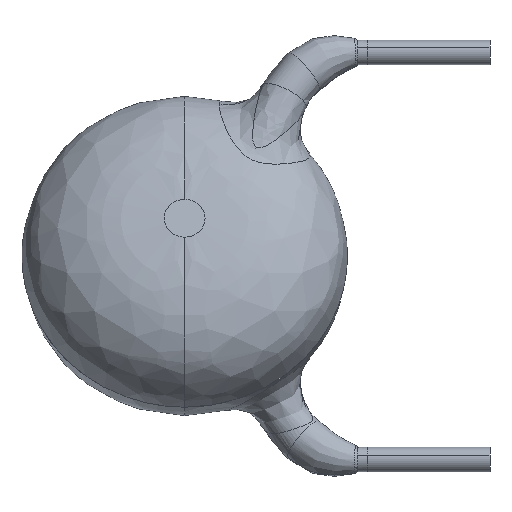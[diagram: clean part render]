
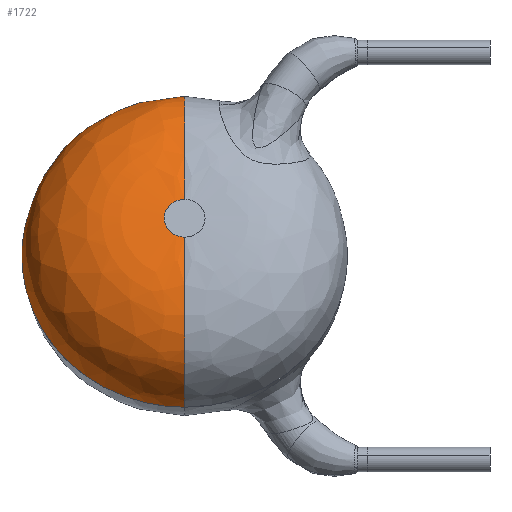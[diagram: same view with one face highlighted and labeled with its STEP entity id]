
A CAD part, left-side view. The second image highlights one B-rep face of the part: STEP entity #1722.
In plain terms, the highlighted free-form (B-spline) face has degree [2, 3] with [3, 18] control points.
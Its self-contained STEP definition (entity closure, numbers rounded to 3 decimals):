
#14 = CARTESIAN_POINT ( 'NONE',  ( -4., 1.047, 2.5 ) ) ;
#55 = CARTESIAN_POINT ( 'NONE',  ( -0.131, 0.5, 2.5 ) ) ;
#89 = CARTESIAN_POINT ( 'NONE',  ( -1.047, -4., 0. ) ) ;
#108 = CARTESIAN_POINT ( 'NONE',  ( -1.047, 4., 0. ) ) ;
#127 = CARTESIAN_POINT ( 'NONE',  ( 3.569, -2.088, 0. ) ) ;
#144 = CARTESIAN_POINT ( 'NONE',  ( -2.088, 3.569, 0. ) ) ;
#161 = CARTESIAN_POINT ( 'NONE',  ( 0.257, 0.451, 2.5 ) ) ;
#256 = B_SPLINE_CURVE_WITH_KNOTS ( 'NONE', 2,
 ( #3559, #810, #406 ),
 .UNSPECIFIED., .F., .F.,
 ( 3, 3 ),
 ( 0., 1. ),
 .UNSPECIFIED. ) ;
#406 = CARTESIAN_POINT ( 'NONE',  ( -4., 0., 0. ) ) ;
#421 = CARTESIAN_POINT ( 'NONE',  ( 3.569, 2.088, 2.5 ) ) ;
#464 = EDGE_CURVE ( 'NONE', #547, #504, #1174, .T. ) ;
#471 = CARTESIAN_POINT ( 'NONE',  ( 4., 0., 0. ) ) ;
#476 = CARTESIAN_POINT ( 'NONE',  ( -0.5, -0.131, 2.5 ) ) ;
#504 = VERTEX_POINT ( 'NONE', #5171 ) ;
#526 = CARTESIAN_POINT ( 'NONE',  ( -3.569, 2.088, 0. ) ) ;
#541 = CARTESIAN_POINT ( 'NONE',  ( 4., 0., 2.5 ) ) ;
#547 = VERTEX_POINT ( 'NONE', #471 ) ;
#807 = CARTESIAN_POINT ( 'NONE',  ( -0.446, -0.261, 2.5 ) ) ;
#810 = CARTESIAN_POINT ( 'NONE',  ( -4., 0., 2.5 ) ) ;
#829 = CARTESIAN_POINT ( 'NONE',  ( -1.047, 4., 2.5 ) ) ;
#947 = CARTESIAN_POINT ( 'NONE',  ( 1.047, -4., 2.5 ) ) ;
#964 = CARTESIAN_POINT ( 'NONE',  ( -0.5, 0.137, 2.5 ) ) ;
#1052 = EDGE_CURVE ( 'NONE', #1703, #504, #256, .T. ) ;
#1115 = CARTESIAN_POINT ( 'NONE',  ( 4., 0., 0. ) ) ;
#1170 = CARTESIAN_POINT ( 'NONE',  ( -3.569, 2.088, 0. ) ) ;
#1174 = B_SPLINE_CURVE_WITH_KNOTS ( 'NONE', 3,
 ( #1115, #4282, #3535, #4687, #2294, #5080, #2710, #1170, #2692, #3904 ),
 .UNSPECIFIED., .F., .F.,
 ( 4, 2, 2, 2, 4 ),
 ( 0., 0.125, 0.25, 0.375, 0.5 ),
 .UNSPECIFIED. ) ;
#1189 = CARTESIAN_POINT ( 'NONE',  ( 0.131, -0.5, 2.5 ) ) ;
#1208 = CARTESIAN_POINT ( 'NONE',  ( 0.5, 0., 2.5 ) ) ;
#1226 = CARTESIAN_POINT ( 'NONE',  ( -2.088, 3.569, 2.5 ) ) ;
#1262 = CARTESIAN_POINT ( 'NONE',  ( 0.446, -0.261, 2.5 ) ) ;
#1278 = CARTESIAN_POINT ( 'NONE',  ( -3.569, -2.088, 0. ) ) ;
#1315 = ORIENTED_EDGE ( 'NONE', *, *, #1052, .F. ) ;
#1323 = CARTESIAN_POINT ( 'NONE',  ( 4., 1.047, 0. ) ) ;
#1398 = CARTESIAN_POINT ( 'NONE',  ( 0.451, 0.256, 2.5 ) ) ;
#1411 = CARTESIAN_POINT ( 'NONE',  ( -0.256, 0.451, 2.5 ) ) ;
#1573 = CARTESIAN_POINT ( 'NONE',  ( 0.5, -0.131, 2.5 ) ) ;
#1592 = CARTESIAN_POINT ( 'NONE',  ( 4., 0., 2.5 ) ) ;
#1608 = CARTESIAN_POINT ( 'NONE',  ( -4., -1.047, 2.5 ) ) ;
#1614 = ORIENTED_EDGE ( 'NONE', *, *, #3370, .T. ) ;
#1624 = CARTESIAN_POINT ( 'NONE',  ( 0.5, 0.131, 2.5 ) ) ;
#1677 = CARTESIAN_POINT ( 'NONE',  ( 1.047, 4., 0. ) ) ;
#1692 = CARTESIAN_POINT ( 'NONE',  ( -1.047, -4., 2.5 ) ) ;
#1703 = VERTEX_POINT ( 'NONE', #3178 ) ;
#1722 = ADVANCED_FACE ( 'NONE', ( #2896 ), #5158, .T. ) ;
#1974 = B_SPLINE_CURVE_WITH_KNOTS ( 'NONE', 2,
 ( #3839, #3099, #3118 ),
 .UNSPECIFIED., .F., .F.,
 ( 3, 3 ),
 ( 0., 1. ),
 .UNSPECIFIED. ) ;
#2026 = CARTESIAN_POINT ( 'NONE',  ( -0.261, 0.446, 2.5 ) ) ;
#2061 = CARTESIAN_POINT ( 'NONE',  ( 4., -1.047, 2.5 ) ) ;
#2095 = CARTESIAN_POINT ( 'NONE',  ( -4., 1.047, 0. ) ) ;
#2294 = CARTESIAN_POINT ( 'NONE',  ( 1.047, 4., 0. ) ) ;
#2372 = B_SPLINE_CURVE_WITH_KNOTS ( 'NONE', 3,
 ( #3770, #4928, #1398, #161, #4537, #2975, #1411, #4130, #964, #4552 ),
 .UNSPECIFIED., .F., .F.,
 ( 4, 2, 2, 2, 4 ),
 ( 0., 0.125, 0.25, 0.375, 0.5 ),
 .UNSPECIFIED. ) ;
#2389 = CARTESIAN_POINT ( 'NONE',  ( 0.131, 0.5, 2.5 ) ) ;
#2409 = CARTESIAN_POINT ( 'NONE',  ( 0.446, 0.261, 2.5 ) ) ;
#2473 = CARTESIAN_POINT ( 'NONE',  ( 3.569, -2.088, 2.5 ) ) ;
#2489 = CARTESIAN_POINT ( 'NONE',  ( 4., 0., 0. ) ) ;
#2505 = CARTESIAN_POINT ( 'NONE',  ( -4., -1.047, 0. ) ) ;
#2520 = CARTESIAN_POINT ( 'NONE',  ( 4., 0., 0. ) ) ;
#2692 = CARTESIAN_POINT ( 'NONE',  ( -4., 1.047, 0. ) ) ;
#2710 = CARTESIAN_POINT ( 'NONE',  ( -2.088, 3.569, 0. ) ) ;
#2784 = CARTESIAN_POINT ( 'NONE',  ( 4., 1.047, 2.5 ) ) ;
#2807 = CARTESIAN_POINT ( 'NONE',  ( -3.569, -2.088, 2.5 ) ) ;
#2838 = CARTESIAN_POINT ( 'NONE',  ( -0.446, 0.261, 2.5 ) ) ;
#2844 = CARTESIAN_POINT ( 'NONE',  ( 0.5, 0., 2.5 ) ) ;
#2874 = CARTESIAN_POINT ( 'NONE',  ( 1.047, -4., 0. ) ) ;
#2896 = FACE_OUTER_BOUND ( 'NONE', #5088, .T. ) ;
#2918 = VERTEX_POINT ( 'NONE', #2844 ) ;
#2975 = CARTESIAN_POINT ( 'NONE',  ( -0.137, 0.5, 2.5 ) ) ;
#3099 = CARTESIAN_POINT ( 'NONE',  ( 4., 0., 2.5 ) ) ;
#3118 = CARTESIAN_POINT ( 'NONE',  ( 4., 0., 0. ) ) ;
#3178 = CARTESIAN_POINT ( 'NONE',  ( -0.5, 0., 2.5 ) ) ;
#3197 = CARTESIAN_POINT ( 'NONE',  ( 2.088, 3.569, 2.5 ) ) ;
#3249 = CARTESIAN_POINT ( 'NONE',  ( -0.261, -0.446, 2.5 ) ) ;
#3295 = CARTESIAN_POINT ( 'NONE',  ( -2.088, -3.569, 2.5 ) ) ;
#3310 = CARTESIAN_POINT ( 'NONE',  ( 3.569, 2.088, 0. ) ) ;
#3370 = EDGE_CURVE ( 'NONE', #2918, #547, #1974, .T. ) ;
#3535 = CARTESIAN_POINT ( 'NONE',  ( 3.569, 2.088, 0. ) ) ;
#3537 = ORIENTED_EDGE ( 'NONE', *, *, #3825, .F. ) ;
#3557 = CARTESIAN_POINT ( 'NONE',  ( -0.131, -0.5, 2.5 ) ) ;
#3559 = CARTESIAN_POINT ( 'NONE',  ( -0.5, 0., 2.5 ) ) ;
#3597 = CARTESIAN_POINT ( 'NONE',  ( 0.261, -0.446, 2.5 ) ) ;
#3665 = CARTESIAN_POINT ( 'NONE',  ( 2.088, -3.569, 0. ) ) ;
#3711 = CARTESIAN_POINT ( 'NONE',  ( 2.088, 3.569, 0. ) ) ;
#3770 = CARTESIAN_POINT ( 'NONE',  ( 0.5, 0., 2.5 ) ) ;
#3825 = EDGE_CURVE ( 'NONE', #2918, #1703, #2372, .T. ) ;
#3839 = CARTESIAN_POINT ( 'NONE',  ( 0.5, 0., 2.5 ) ) ;
#3904 = CARTESIAN_POINT ( 'NONE',  ( -4., 0., 0. ) ) ;
#4130 = CARTESIAN_POINT ( 'NONE',  ( -0.451, 0.257, 2.5 ) ) ;
#4282 = CARTESIAN_POINT ( 'NONE',  ( 4., 1.047, 0. ) ) ;
#4378 = CARTESIAN_POINT ( 'NONE',  ( 0.5, 0., 2.5 ) ) ;
#4418 = CARTESIAN_POINT ( 'NONE',  ( 1.047, 4., 2.5 ) ) ;
#4454 = CARTESIAN_POINT ( 'NONE',  ( -2.088, -3.569, 0. ) ) ;
#4537 = CARTESIAN_POINT ( 'NONE',  ( 0.137, 0.5, 2.5 ) ) ;
#4552 = CARTESIAN_POINT ( 'NONE',  ( -0.5, 0., 2.5 ) ) ;
#4687 = CARTESIAN_POINT ( 'NONE',  ( 2.088, 3.569, 0. ) ) ;
#4814 = CARTESIAN_POINT ( 'NONE',  ( -3.569, 2.088, 2.5 ) ) ;
#4891 = CARTESIAN_POINT ( 'NONE',  ( 2.088, -3.569, 2.5 ) ) ;
#4909 = CARTESIAN_POINT ( 'NONE',  ( 4., -1.047, 0. ) ) ;
#4928 = CARTESIAN_POINT ( 'NONE',  ( 0.5, 0.138, 2.5 ) ) ;
#5004 = ORIENTED_EDGE ( 'NONE', *, *, #464, .T. ) ;
#5080 = CARTESIAN_POINT ( 'NONE',  ( -1.047, 4., 0. ) ) ;
#5088 = EDGE_LOOP ( 'NONE', ( #1315, #3537, #1614, #5004 ) ) ;
#5154 = CARTESIAN_POINT ( 'NONE',  ( 0.261, 0.446, 2.5 ) ) ;
#5158 = B_SPLINE_SURFACE_WITH_KNOTS ( 'NONE', 2, 3, ( 
 ( #4378, #1624, #2409, #5154, #2389, #55, #2026, #2838, #5173, #476, #807, #3249, #3557, #1189, #3597, #1262, #1573, #1208 ),
 ( #1592, #2784, #421, #3197, #4418, #829, #1226, #4814, #14, #1608, #2807, #3295, #1692, #947, #4891, #2473, #2061, #541 ),
 ( #2520, #1323, #3310, #3711, #1677, #108, #144, #526, #2095, #2505, #1278, #4454, #89, #2874, #3665, #127, #4909, #2489 ) ),
 .UNSPECIFIED., .F., .T., .F.,
 ( 3, 3 ),
 ( 4, 2, 2, 2, 2, 2, 2, 2, 4 ),
 ( 0., 1. ),
 ( -6.283, -5.498, -4.712, -3.927, -3.142, -2.356, -1.571, -0.785, 0. ),
 .UNSPECIFIED. ) ;
#5171 = CARTESIAN_POINT ( 'NONE',  ( -4., 0., 0. ) ) ;
#5173 = CARTESIAN_POINT ( 'NONE',  ( -0.5, 0.131, 2.5 ) ) ;
